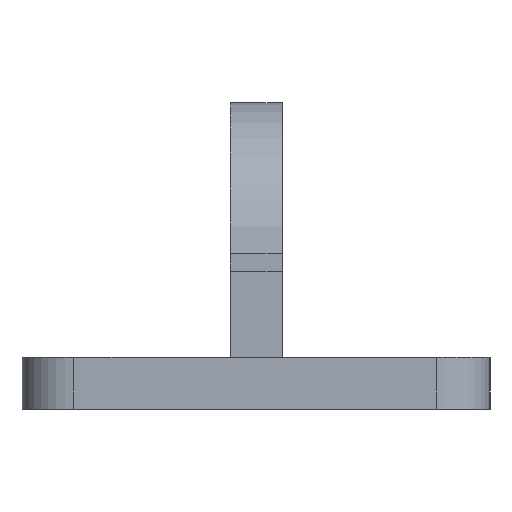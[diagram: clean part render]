
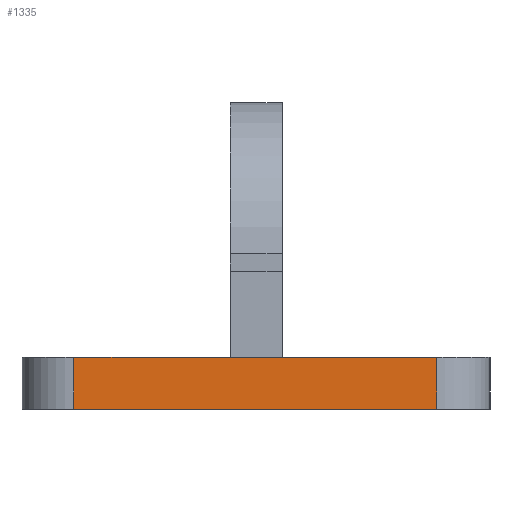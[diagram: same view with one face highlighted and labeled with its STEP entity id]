
A CAD part, front view. The second image highlights one B-rep face of the part: STEP entity #1335.
In plain terms, the highlighted planar face has unit normal (0, -1, 0).
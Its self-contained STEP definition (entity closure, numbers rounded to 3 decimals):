
#72 = PLANE('',#73);
#73 = AXIS2_PLACEMENT_3D('',#74,#75,#76);
#74 = CARTESIAN_POINT('',(-0.013,-0.004,3.));
#75 = DIRECTION('',(0.,0.,1.));
#76 = DIRECTION('',(1.,0.,0.));
#100 = CYLINDRICAL_SURFACE('',#101,3.);
#101 = AXIS2_PLACEMENT_3D('',#102,#103,#104);
#102 = CARTESIAN_POINT('',(-10.569,-6.249,0.));
#103 = DIRECTION('',(-0.,-0.,-1.));
#104 = DIRECTION('',(1.,0.,0.));
#126 = PLANE('',#127);
#127 = AXIS2_PLACEMENT_3D('',#128,#129,#130);
#128 = CARTESIAN_POINT('',(-0.013,-0.004,0.));
#129 = DIRECTION('',(0.,0.,1.));
#130 = DIRECTION('',(1.,0.,0.));
#221 = VERTEX_POINT('',#222);
#222 = CARTESIAN_POINT('',(-10.562,-9.249,3.));
#244 = EDGE_CURVE('',#245,#221,#247,.T.);
#245 = VERTEX_POINT('',#246);
#246 = CARTESIAN_POINT('',(-10.562,-9.249,0.));
#247 = SURFACE_CURVE('',#248,(#252,#259),.PCURVE_S1.);
#248 = LINE('',#249,#250);
#249 = CARTESIAN_POINT('',(-10.562,-9.249,0.));
#250 = VECTOR('',#251,1.);
#251 = DIRECTION('',(0.,0.,1.));
#252 = PCURVE('',#100,#253);
#253 = DEFINITIONAL_REPRESENTATION('',(#254),#258);
#254 = LINE('',#255,#256);
#255 = CARTESIAN_POINT('',(-4.715,0.));
#256 = VECTOR('',#257,1.);
#257 = DIRECTION('',(-0.,-1.));
#258 = ( GEOMETRIC_REPRESENTATION_CONTEXT(2) 
PARAMETRIC_REPRESENTATION_CONTEXT() REPRESENTATION_CONTEXT('2D SPACE',''
  ) );
#259 = PCURVE('',#260,#265);
#260 = PLANE('',#261);
#261 = AXIS2_PLACEMENT_3D('',#262,#263,#264);
#262 = CARTESIAN_POINT('',(-10.562,-9.249,0.));
#263 = DIRECTION('',(0.,1.,0.));
#264 = DIRECTION('',(1.,0.,0.));
#265 = DEFINITIONAL_REPRESENTATION('',(#266),#270);
#266 = LINE('',#267,#268);
#267 = CARTESIAN_POINT('',(0.,0.));
#268 = VECTOR('',#269,1.);
#269 = DIRECTION('',(0.,-1.));
#270 = ( GEOMETRIC_REPRESENTATION_CONTEXT(2) 
PARAMETRIC_REPRESENTATION_CONTEXT() REPRESENTATION_CONTEXT('2D SPACE',''
  ) );
#299 = EDGE_CURVE('',#245,#300,#302,.T.);
#300 = VERTEX_POINT('',#301);
#301 = CARTESIAN_POINT('',(10.438,-9.249,0.));
#302 = SURFACE_CURVE('',#303,(#307,#314),.PCURVE_S1.);
#303 = LINE('',#304,#305);
#304 = CARTESIAN_POINT('',(-10.562,-9.249,0.));
#305 = VECTOR('',#306,1.);
#306 = DIRECTION('',(1.,0.,0.));
#307 = PCURVE('',#126,#308);
#308 = DEFINITIONAL_REPRESENTATION('',(#309),#313);
#309 = LINE('',#310,#311);
#310 = CARTESIAN_POINT('',(-10.549,-9.245));
#311 = VECTOR('',#312,1.);
#312 = DIRECTION('',(1.,0.));
#313 = ( GEOMETRIC_REPRESENTATION_CONTEXT(2) 
PARAMETRIC_REPRESENTATION_CONTEXT() REPRESENTATION_CONTEXT('2D SPACE',''
  ) );
#314 = PCURVE('',#260,#315);
#315 = DEFINITIONAL_REPRESENTATION('',(#316),#320);
#316 = LINE('',#317,#318);
#317 = CARTESIAN_POINT('',(0.,0.));
#318 = VECTOR('',#319,1.);
#319 = DIRECTION('',(1.,0.));
#320 = ( GEOMETRIC_REPRESENTATION_CONTEXT(2) 
PARAMETRIC_REPRESENTATION_CONTEXT() REPRESENTATION_CONTEXT('2D SPACE',''
  ) );
#339 = CYLINDRICAL_SURFACE('',#340,3.);
#340 = AXIS2_PLACEMENT_3D('',#341,#342,#343);
#341 = CARTESIAN_POINT('',(10.5,-6.25,0.));
#342 = DIRECTION('',(-0.,-0.,-1.));
#343 = DIRECTION('',(1.,0.,0.));
#787 = EDGE_CURVE('',#221,#788,#790,.T.);
#788 = VERTEX_POINT('',#789);
#789 = CARTESIAN_POINT('',(10.438,-9.249,3.));
#790 = SURFACE_CURVE('',#791,(#795,#802),.PCURVE_S1.);
#791 = LINE('',#792,#793);
#792 = CARTESIAN_POINT('',(-10.562,-9.249,3.));
#793 = VECTOR('',#794,1.);
#794 = DIRECTION('',(1.,0.,0.));
#795 = PCURVE('',#72,#796);
#796 = DEFINITIONAL_REPRESENTATION('',(#797),#801);
#797 = LINE('',#798,#799);
#798 = CARTESIAN_POINT('',(-10.549,-9.245));
#799 = VECTOR('',#800,1.);
#800 = DIRECTION('',(1.,0.));
#801 = ( GEOMETRIC_REPRESENTATION_CONTEXT(2) 
PARAMETRIC_REPRESENTATION_CONTEXT() REPRESENTATION_CONTEXT('2D SPACE',''
  ) );
#802 = PCURVE('',#260,#803);
#803 = DEFINITIONAL_REPRESENTATION('',(#804),#808);
#804 = LINE('',#805,#806);
#805 = CARTESIAN_POINT('',(0.,-3.));
#806 = VECTOR('',#807,1.);
#807 = DIRECTION('',(1.,0.));
#808 = ( GEOMETRIC_REPRESENTATION_CONTEXT(2) 
PARAMETRIC_REPRESENTATION_CONTEXT() REPRESENTATION_CONTEXT('2D SPACE',''
  ) );
#1335 = ADVANCED_FACE('',(#1336),#260,.F.);
#1336 = FACE_BOUND('',#1337,.F.);
#1337 = EDGE_LOOP('',(#1338,#1339,#1340,#1361));
#1338 = ORIENTED_EDGE('',*,*,#244,.T.);
#1339 = ORIENTED_EDGE('',*,*,#787,.T.);
#1340 = ORIENTED_EDGE('',*,*,#1341,.F.);
#1341 = EDGE_CURVE('',#300,#788,#1342,.T.);
#1342 = SURFACE_CURVE('',#1343,(#1347,#1354),.PCURVE_S1.);
#1343 = LINE('',#1344,#1345);
#1344 = CARTESIAN_POINT('',(10.438,-9.249,0.));
#1345 = VECTOR('',#1346,1.);
#1346 = DIRECTION('',(0.,0.,1.));
#1347 = PCURVE('',#260,#1348);
#1348 = DEFINITIONAL_REPRESENTATION('',(#1349),#1353);
#1349 = LINE('',#1350,#1351);
#1350 = CARTESIAN_POINT('',(21.,0.));
#1351 = VECTOR('',#1352,1.);
#1352 = DIRECTION('',(0.,-1.));
#1353 = ( GEOMETRIC_REPRESENTATION_CONTEXT(2) 
PARAMETRIC_REPRESENTATION_CONTEXT() REPRESENTATION_CONTEXT('2D SPACE',''
  ) );
#1354 = PCURVE('',#339,#1355);
#1355 = DEFINITIONAL_REPRESENTATION('',(#1356),#1360);
#1356 = LINE('',#1357,#1358);
#1357 = CARTESIAN_POINT('',(-4.692,0.));
#1358 = VECTOR('',#1359,1.);
#1359 = DIRECTION('',(-0.,-1.));
#1360 = ( GEOMETRIC_REPRESENTATION_CONTEXT(2) 
PARAMETRIC_REPRESENTATION_CONTEXT() REPRESENTATION_CONTEXT('2D SPACE',''
  ) );
#1361 = ORIENTED_EDGE('',*,*,#299,.F.);
